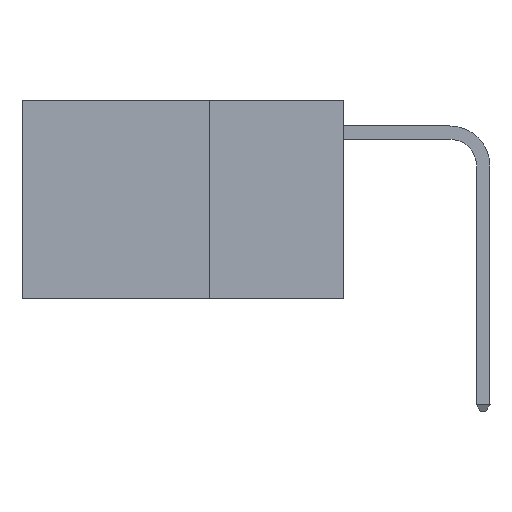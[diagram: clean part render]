
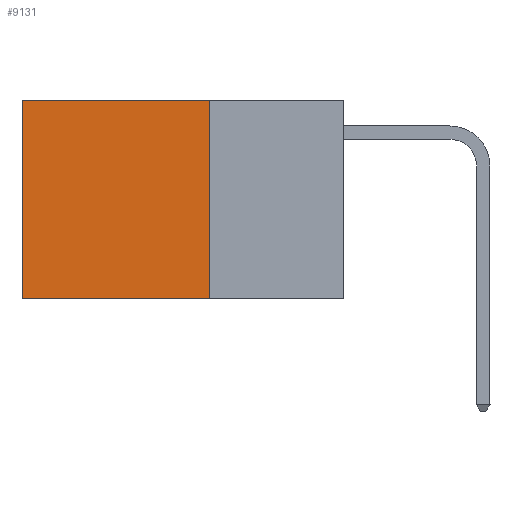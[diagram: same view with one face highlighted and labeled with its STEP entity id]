
A CAD part, left-side view. The second image highlights one B-rep face of the part: STEP entity #9131.
In plain terms, the highlighted planar face has unit normal (-1, 0, 0).
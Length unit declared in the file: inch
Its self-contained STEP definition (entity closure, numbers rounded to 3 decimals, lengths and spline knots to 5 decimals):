
#176 = AXIS2_PLACEMENT_3D ( 'NONE', #1545, #2762, #10940 ) ;
#1545 = CARTESIAN_POINT ( 'NONE',  ( 0.2625, 0.25, 0. ) ) ;
#1683 = EDGE_CURVE ( 'NONE', #11244, #5773, #5765, .T. ) ;
#2240 = LINE ( 'NONE', #6553, #10828 ) ;
#2673 = VECTOR ( 'NONE', #10900, 39.37008 ) ;
#2762 = DIRECTION ( 'NONE',  ( 1., 0., 0. ) ) ;
#2943 = CARTESIAN_POINT ( 'NONE',  ( 0.2625, 0.25, 0. ) ) ;
#3043 = LINE ( 'NONE', #8514, #11622 ) ;
#3079 = DIRECTION ( 'NONE',  ( 0., 1., 0. ) ) ;
#4866 = CARTESIAN_POINT ( 'NONE',  ( 0.2625, 0.6, -0.37 ) ) ;
#5073 = LINE ( 'NONE', #2943, #7767 ) ;
#5417 = ORIENTED_EDGE ( 'NONE', *, *, #1683, .T. ) ;
#5765 = LINE ( 'NONE', #10920, #2673 ) ;
#5773 = VERTEX_POINT ( 'NONE', #4866 ) ;
#5869 = EDGE_CURVE ( 'NONE', #10249, #5773, #3043, .T. ) ;
#6553 = CARTESIAN_POINT ( 'NONE',  ( 0.2625, 0.25, 0. ) ) ;
#7301 = ORIENTED_EDGE ( 'NONE', *, *, #5869, .F. ) ;
#7532 = DIRECTION ( 'NONE',  ( 0., 0., -1. ) ) ;
#7767 = VECTOR ( 'NONE', #7532, 39.37008 ) ;
#8514 = CARTESIAN_POINT ( 'NONE',  ( 0.2625, 0.25, -0.37 ) ) ;
#8556 = PLANE ( 'NONE',  #176 ) ;
#9131 = ADVANCED_FACE ( 'NONE', ( #11545 ), #8556, .F. ) ;
#9585 = CARTESIAN_POINT ( 'NONE',  ( 0.2625, 0.25, -0.37 ) ) ;
#10249 = VERTEX_POINT ( 'NONE', #9585 ) ;
#10828 = VECTOR ( 'NONE', #3079, 39.37008 ) ;
#10900 = DIRECTION ( 'NONE',  ( 0., 0., -1. ) ) ;
#10920 = CARTESIAN_POINT ( 'NONE',  ( 0.2625, 0.6, 0. ) ) ;
#10940 = DIRECTION ( 'NONE',  ( 0., 0., -1. ) ) ;
#11188 = EDGE_LOOP ( 'NONE', ( #5417, #7301, #12433, #13391 ) ) ;
#11244 = VERTEX_POINT ( 'NONE', #14859 ) ;
#11545 = FACE_OUTER_BOUND ( 'NONE', #11188, .T. ) ;
#11622 = VECTOR ( 'NONE', #12016, 39.37008 ) ;
#11846 = CARTESIAN_POINT ( 'NONE',  ( 0.2625, 0.25, 0. ) ) ;
#11895 = EDGE_CURVE ( 'NONE', #12914, #10249, #5073, .T. ) ;
#12016 = DIRECTION ( 'NONE',  ( 0., 1., 0. ) ) ;
#12433 = ORIENTED_EDGE ( 'NONE', *, *, #11895, .F. ) ;
#12914 = VERTEX_POINT ( 'NONE', #11846 ) ;
#13391 = ORIENTED_EDGE ( 'NONE', *, *, #14386, .T. ) ;
#14386 = EDGE_CURVE ( 'NONE', #12914, #11244, #2240, .T. ) ;
#14859 = CARTESIAN_POINT ( 'NONE',  ( 0.2625, 0.6, 0. ) ) ;
